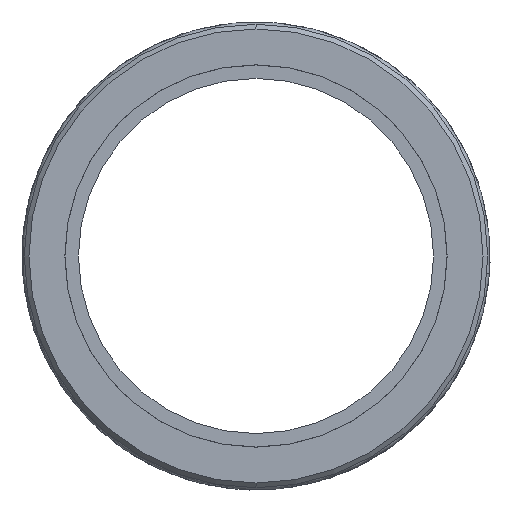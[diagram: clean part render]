
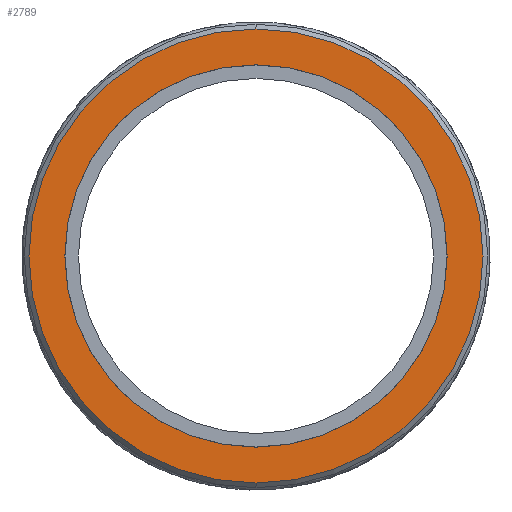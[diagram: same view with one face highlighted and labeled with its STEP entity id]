
A CAD part, front view. The second image highlights one B-rep face of the part: STEP entity #2789.
In plain terms, the highlighted planar face has unit normal (0, -1, 0).
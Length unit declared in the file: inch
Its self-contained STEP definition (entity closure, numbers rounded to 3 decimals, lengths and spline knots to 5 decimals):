
#1 = EDGE_CURVE ( 'NONE', #1952, #2764, #3566, .T. ) ;
#24 = VERTEX_POINT ( 'NONE', #3451 ) ;
#25 = CARTESIAN_POINT ( 'NONE',  ( 0., -1.75, 0. ) ) ;
#37 = ORIENTED_EDGE ( 'NONE', *, *, #3248, .F. ) ;
#114 = AXIS2_PLACEMENT_3D ( 'NONE', #25, #250, #1443 ) ;
#250 = DIRECTION ( 'NONE',  ( 0., -1., 0. ) ) ;
#251 = DIRECTION ( 'NONE',  ( 0., -1., 0. ) ) ;
#424 = CARTESIAN_POINT ( 'NONE',  ( 0., -1.75, 1.9185 ) ) ;
#431 = VERTEX_POINT ( 'NONE', #2888 ) ;
#1041 = ORIENTED_EDGE ( 'NONE', *, *, #1, .T. ) ;
#1054 = FACE_BOUND ( 'NONE', #2908, .T. ) ;
#1171 = CARTESIAN_POINT ( 'NONE',  ( 1.9185, -1.75, 0. ) ) ;
#1177 = DIRECTION ( 'NONE',  ( 0., 0., -1. ) ) ;
#1326 = CARTESIAN_POINT ( 'NONE',  ( 0., -1.75, 0. ) ) ;
#1443 = DIRECTION ( 'NONE',  ( 0., 0., -1. ) ) ;
#1466 = CARTESIAN_POINT ( 'NONE',  ( 0., -1.75, 0. ) ) ;
#1593 = AXIS2_PLACEMENT_3D ( 'NONE', #1326, #3387, #3039 ) ;
#1727 = EDGE_CURVE ( 'NONE', #431, #24, #2749, .T. ) ;
#1952 = VERTEX_POINT ( 'NONE', #424 ) ;
#2016 = ORIENTED_EDGE ( 'NONE', *, *, #2637, .T. ) ;
#2099 = AXIS2_PLACEMENT_3D ( 'NONE', #1171, #2699, #3614 ) ;
#2263 = DIRECTION ( 'NONE',  ( 0., -1., 0. ) ) ;
#2274 = EDGE_LOOP ( 'NONE', ( #1041, #2016 ) ) ;
#2573 = DIRECTION ( 'NONE',  ( 0., 0., -1. ) ) ;
#2637 = EDGE_CURVE ( 'NONE', #2764, #1952, #3805, .T. ) ;
#2699 = DIRECTION ( 'NONE',  ( 0., -1., 0. ) ) ;
#2749 = CIRCLE ( 'NONE', #114, 1.61425 ) ;
#2764 = VERTEX_POINT ( 'NONE', #3765 ) ;
#2789 = ADVANCED_FACE ( 'NONE', ( #3786, #1054 ), #3450, .T. ) ;
#2800 = CIRCLE ( 'NONE', #1593, 1.61425 ) ;
#2888 = CARTESIAN_POINT ( 'NONE',  ( 0., -1.75, 1.61425 ) ) ;
#2908 = EDGE_LOOP ( 'NONE', ( #37, #3150 ) ) ;
#3039 = DIRECTION ( 'NONE',  ( 0., 0., -1. ) ) ;
#3150 = ORIENTED_EDGE ( 'NONE', *, *, #1727, .F. ) ;
#3160 = CARTESIAN_POINT ( 'NONE',  ( 0., -1.75, 0. ) ) ;
#3248 = EDGE_CURVE ( 'NONE', #24, #431, #2800, .T. ) ;
#3387 = DIRECTION ( 'NONE',  ( 0., -1., 0. ) ) ;
#3450 = PLANE ( 'NONE',  #2099 ) ;
#3451 = CARTESIAN_POINT ( 'NONE',  ( 0., -1.75, -1.61425 ) ) ;
#3536 = AXIS2_PLACEMENT_3D ( 'NONE', #1466, #251, #1177 ) ;
#3566 = CIRCLE ( 'NONE', #3704, 1.9185 ) ;
#3614 = DIRECTION ( 'NONE',  ( 0., 0., -1. ) ) ;
#3704 = AXIS2_PLACEMENT_3D ( 'NONE', #3160, #2263, #2573 ) ;
#3765 = CARTESIAN_POINT ( 'NONE',  ( 0., -1.75, -1.9185 ) ) ;
#3786 = FACE_OUTER_BOUND ( 'NONE', #2274, .T. ) ;
#3805 = CIRCLE ( 'NONE', #3536, 1.9185 ) ;
